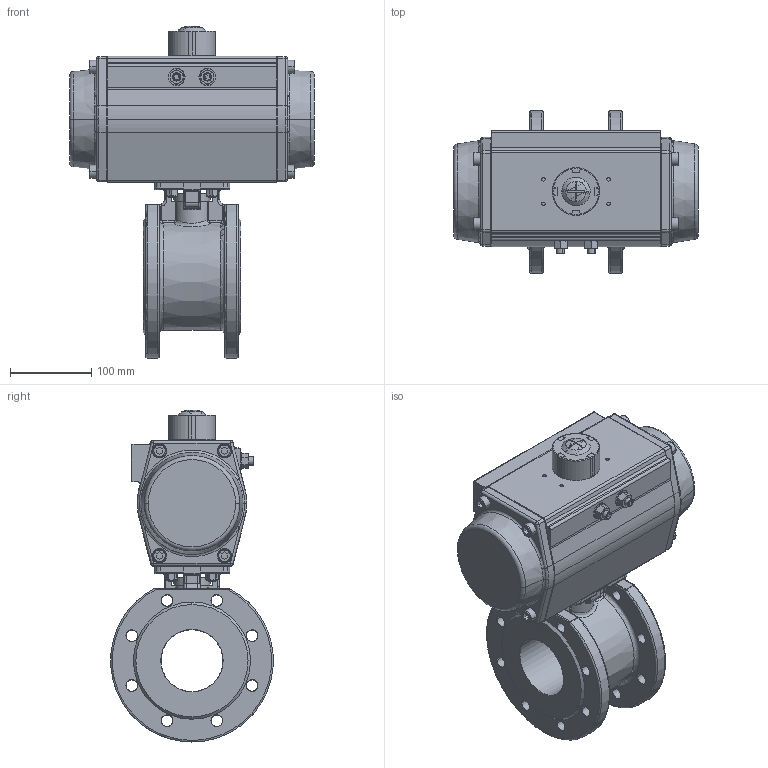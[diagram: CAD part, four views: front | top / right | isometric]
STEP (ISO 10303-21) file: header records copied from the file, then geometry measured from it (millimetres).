
FILE_DESCRIPTION(('HOOPS Exchange Step'),'2;1');
FILE_NAME('PK0701_DN80.stp','2025-05-09T10:26:30+02:00',('nieru'),('Unknown organisation'),'HOOPS Exchange 2024.2','HOOPS Exchange','Unknown authorisation');
FILE_SCHEMA( ('AP203_CONFIGURATION_CONTROLLED_3D_DESIGN_OF_MECHANICAL_PARTS_AND_ASSEMBLIES_MIM_LF') );
Length unit declared in the file: millimetre
Products named in the file (5): 0; root
Assembly tree (4 placements, depth 3):
  root
    0
      0
      0
      0
Bounding box: 301 x 199.63 x 408.18 mm (x, y, z)
Volume: 4575998.8 mm3; surface area: 604075.6 mm2
Topology: 36 solids, 36 shells, 1712 faces, 4147 edges, 2500 vertices
Faces by surface type: cylinder 606, plane 463, bspline 228, cone 184, torus 175, sphere 56
Full cylindrical faces by diameter (mm): 8.5 x1, 76 x1
Entity records: 79954 total; most frequent: CARTESIAN_POINT 41483, ORIENTED_EDGE 8172, DIRECTION 7664, EDGE_CURVE 4086, AXIS2_PLACEMENT_3D 3013, VERTEX_POINT 2502, EDGE_LOOP 1884, FACE_BOUND 1884
